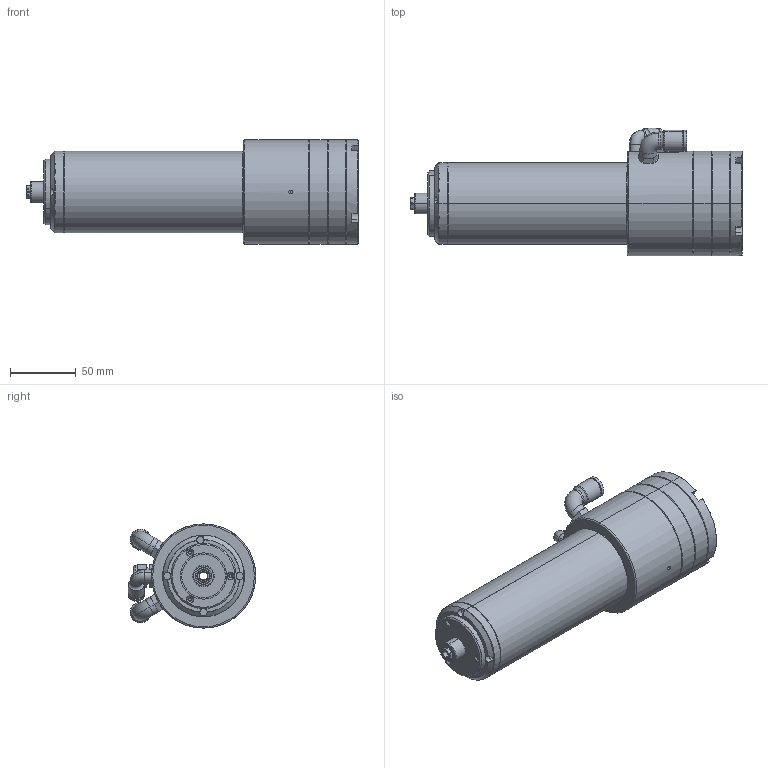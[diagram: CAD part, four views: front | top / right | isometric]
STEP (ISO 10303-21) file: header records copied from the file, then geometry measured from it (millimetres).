
FILE_DESCRIPTION (( 'STEP AP203' ), '1' );
FILE_NAME ('KGZ-06260A01.STEP', '2026-04-10T03:34:49', ( 'Microsoft' ), ( 'Microsoft' ), 'SwSTEP 2.0', 'SolidWorks 2018', '' );
FILE_SCHEMA (( 'CONFIG_CONTROL_DESIGN' ));
Length unit declared in the file: millimetre
Products named in the file (33): KGZ-06260A01; 萇擢諉芛; 標芛; 詩芠; ヶ裔; 嶺裝; 线圈; ァ詰え1; ヶ粣創釱; 粣郋; ァ詰煦路え; 笢陑堤盄ァ詰; 奻蹟譫; 粣創; ァ詰え2; 砦雄え; 防尘圈; 滅鳥裔; ヶ粣創揤啣; 揤遠肣杶; 俔籵-Pisco PL6-M5T; 寡詩え; 俔籵-Pisco PL8-01T; 傷裔; 芢裝; 詠え揤遠; 詠え; 掖裔; 嶺裝蹟譫; 揤啣郪璃; 扷餵臏沭
Assembly tree (16 placements, depth 3):
  KGZ-06260A01
    詩芠
    ヶ粣創釱
    粣郋
    標芛
    笢陑堤盄ァ詰
      掖裔
      ァ詰煦路え
      ァ詰煦路え
      傷裔
    俔籵-Pisco PL8-01T
    俔籵-Pisco PL6-M5T
    俔籵-Pisco PL8-01T
    萇擢諉芛
    揤啣郪璃
      ヶ粣創揤啣
    ヶ裔
  嶺裝
  线圈
  ァ詰え1
  奻蹟譫
Bounding box: 251.6 x 96.5 x 79 mm (x, y, z)
Volume: 98179.3 mm3; surface area: 134049.9 mm2
Topology: 17 solids, 17 shells, 519 faces, 1300 edges, 837 vertices
Faces by surface type: cylinder 222, plane 170, cone 73, torus 46, bspline 8
Entity records: 23251 total; most frequent: CARTESIAN_POINT 7650, DIRECTION 2703, ORIENTED_EDGE 2600, EDGE_CURVE 1300, AXIS2_PLACEMENT_3D 1099, VERTEX_POINT 837, EDGE_LOOP 607, CIRCLE 567
